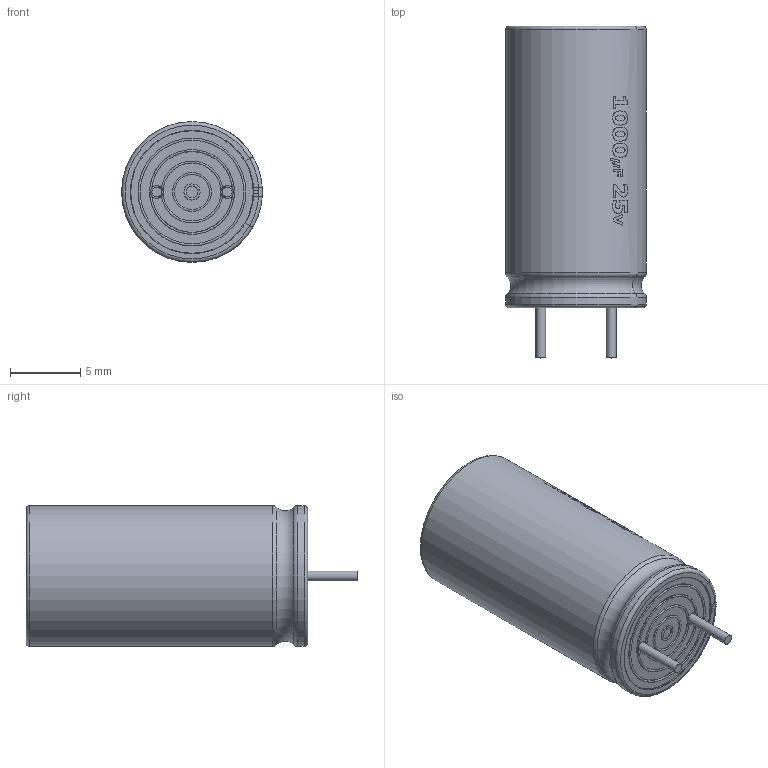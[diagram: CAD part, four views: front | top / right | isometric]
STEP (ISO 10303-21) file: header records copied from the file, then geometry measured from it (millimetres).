
FILE_DESCRIPTION(/* description */ (''),/* implementation_level */ '2;1');
FILE_NAME(/* name */ '1000uF 25V electr -10x20mm -P.diameter 5mm.stp',/* time_stamp */ '2022-03-11T22:56:15+01:00',/* author */ ('JOSE LUIS'),/* organization */ (''),/* preprocessor_version */ 'ST-DEVELOPER v18',/* originating_system */ 'Autodesk Inventor 2020',/* authorisation */ '');
FILE_SCHEMA (('AUTOMOTIVE_DESIGN { 1 0 10303 214 3 1 1 }'));
Length unit declared in the file: millimetre
Products named in the file (1): 1000uF 25V electr -10x20mm -P.diameter 5mm
Bounding box: 10 x 23.57 x 10 mm (x, y, z)
Volume: 1549.9 mm3; surface area: 818.3 mm2
Topology: 3 solids, 3 shells, 124 faces, 508 edges, 415 vertices
Faces by surface type: cylinder 61, plane 39, torus 24
Full cylindrical faces by diameter (mm): 0.7 x2, 0.85 x1, 0.9 x2, 1.15 x1, 2.475 x1, 2.775 x1, 6.025 x1, 7.35 x1, 7.65 x1, 8.7 x2
Entity records: 6702 total; most frequent: CARTESIAN_POINT 2099, ORIENTED_EDGE 1018, DIRECTION 857, EDGE_CURVE 509, VERTEX_POINT 415, AXIS2_PLACEMENT_3D 352, CIRCLE 223, EDGE_LOOP 154
